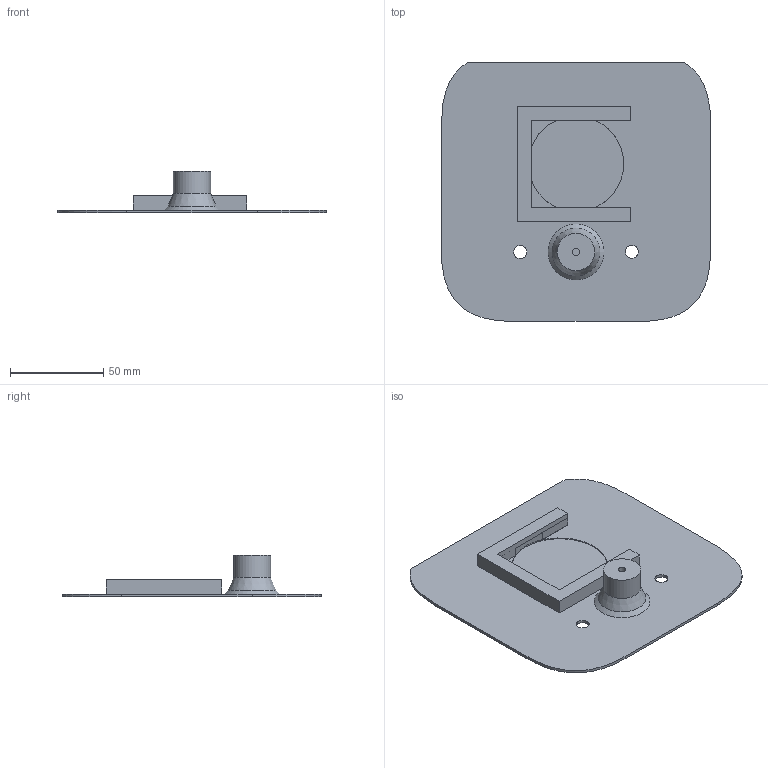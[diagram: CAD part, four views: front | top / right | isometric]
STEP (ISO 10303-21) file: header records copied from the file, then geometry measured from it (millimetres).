
FILE_DESCRIPTION(/* description */ ('STEP AP242','CAx-IF Rec.Pracs.---Representation and Presentation of Product Manufacturing Information (PMI)---4.0---2014-10-13','CAx-IF Rec.Pracs.---3D Tessellated Geometry---0.4---2014-09-14','2;1'),/* implementation_level */ '2;1');
FILE_NAME(/* name */ '65a19dd00e72f5023a7c1c5b',/* time_stamp */ '2024-01-12T20:15:13Z',/* author */ (''),/* organization */ (''),/* preprocessor_version */ 'ST-DEVELOPER v19.4',/* originating_system */ ' ',/* authorisation */ ' ');
FILE_SCHEMA (('AP242_MANAGED_MODEL_BASED_3D_ENGINEERING_MIM_LF { 1 0 10303 442 1 1 4 }'));
Length unit declared in the file: metre
Products named in the file (2): Speaker Grating; Frontplate
Bounding box: 144.5 x 139 x 22.5 mm (x, y, z)
Volume: 43133.4 mm3; surface area: 46430.4 mm2
Topology: 2 solids, 2 shells, 49 faces, 134 edges, 90 vertices
Faces by surface type: plane 34, cylinder 9, bspline 4, cone 2
Full cylindrical faces by diameter (mm): 4 x1, 7 x2, 20 x1, 51.2 x2
Entity records: 1788 total; most frequent: CARTESIAN_POINT 545, ORIENTED_EDGE 242, DIRECTION 232, EDGE_CURVE 121, LINE 88, VECTOR 88, VERTEX_POINT 85, AXIS2_PLACEMENT_3D 72
